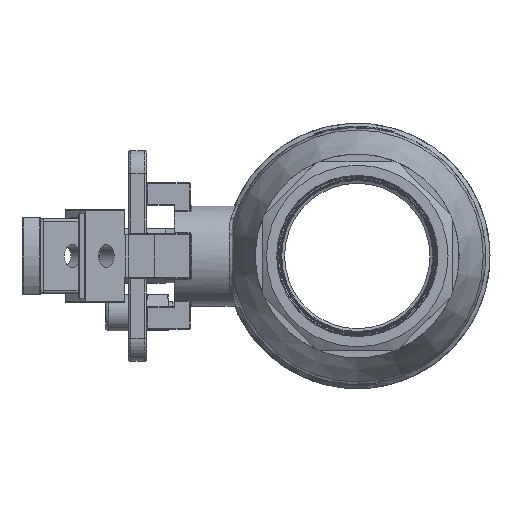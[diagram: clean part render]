
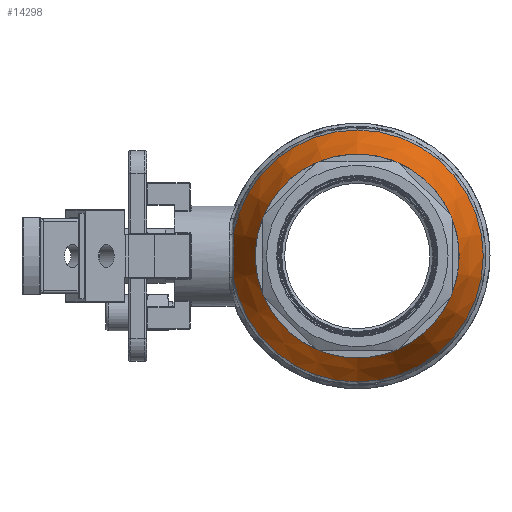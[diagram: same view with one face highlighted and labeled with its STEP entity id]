
A CAD part, left-side view. The second image highlights one B-rep face of the part: STEP entity #14298.
In plain terms, the highlighted conical face has half-angle 24.042 degrees and reference radius 44.5 mm.
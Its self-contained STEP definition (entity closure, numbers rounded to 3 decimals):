
#485=CONICAL_SURFACE('',#15354,44.5,0.42);
#3075=B_SPLINE_CURVE_WITH_KNOTS('',3,(#40817,#40818,#40819,#40820,#40821,
#40822,#40823),.UNSPECIFIED.,.F.,.F.,(4,1,1,1,4),(0.,0.25,0.5,0.75,1.),
 .UNSPECIFIED.);
#4742=ORIENTED_EDGE('',*,*,#8826,.T.);
#4743=ORIENTED_EDGE('',*,*,#8822,.F.);
#4744=ORIENTED_EDGE('',*,*,#8827,.T.);
#8822=EDGE_CURVE('',#10907,#10908,#11908,.T.);
#8826=EDGE_CURVE('',#10907,#10908,#3075,.T.);
#8827=EDGE_CURVE('',#10911,#10911,#11910,.T.);
#10907=VERTEX_POINT('',#40797);
#10908=VERTEX_POINT('',#40798);
#10911=VERTEX_POINT('',#40825);
#11908=CIRCLE('',#15352,55.059);
#11910=CIRCLE('',#15355,44.5);
#12511=EDGE_LOOP('',(#4742,#4743));
#12512=EDGE_LOOP('',(#4744));
#13423=FACE_BOUND('',#12511,.T.);
#13424=FACE_BOUND('',#12512,.T.);
#14298=ADVANCED_FACE('',(#13423,#13424),#485,.T.);
#15352=AXIS2_PLACEMENT_3D('',#40796,#17249,#17250);
#15354=AXIS2_PLACEMENT_3D('',#40816,#17253,#17254);
#15355=AXIS2_PLACEMENT_3D('',#40824,#17255,#17256);
#17249=DIRECTION('',(1.,0.,0.));
#17250=DIRECTION('',(0.,0.,-1.));
#17253=DIRECTION('',(1.,0.,0.));
#17254=DIRECTION('',(0.,0.,-1.));
#17255=DIRECTION('',(1.,0.,0.));
#17256=DIRECTION('',(0.,0.,-1.));
#40796=CARTESIAN_POINT('',(-20.904,0.,0.));
#40797=CARTESIAN_POINT('',(-20.904,54.164,9.885));
#40798=CARTESIAN_POINT('',(-20.904,54.164,-9.885));
#40816=CARTESIAN_POINT('',(-44.573,0.,0.));
#40817=CARTESIAN_POINT('',(-20.904,54.164,9.885));
#40818=CARTESIAN_POINT('',(-21.65,54.107,8.348));
#40819=CARTESIAN_POINT('',(-22.789,54.051,5.14));
#40820=CARTESIAN_POINT('',(-23.38,54.036,-0.003));
#40821=CARTESIAN_POINT('',(-22.803,54.051,-5.076));
#40822=CARTESIAN_POINT('',(-21.652,54.106,-8.342));
#40823=CARTESIAN_POINT('',(-20.904,54.164,-9.885));
#40824=CARTESIAN_POINT('',(-44.573,0.,0.));
#40825=CARTESIAN_POINT('',(-44.573,0.,-44.5));
